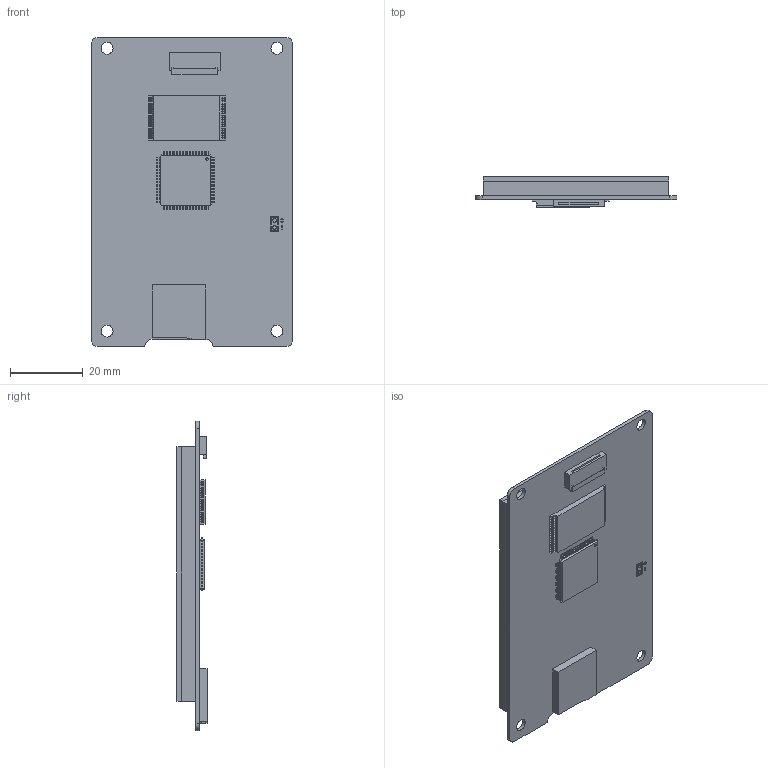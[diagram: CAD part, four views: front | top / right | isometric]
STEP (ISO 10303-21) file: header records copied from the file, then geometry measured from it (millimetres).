
FILE_DESCRIPTION(/* description */ (''),/* implementation_level */ '2;1');
FILE_NAME(/* name */ 'Display P32240J28C_T01.stp',/* time_stamp */ '2019-12-13T11:27:18-03:00',/* author */ ('Reservaa'),/* organization */ (''),/* preprocessor_version */ 'ST-DEVELOPER v17',/* originating_system */ 'Autodesk Inventor 2019',/* authorisation */ '');
FILE_SCHEMA (('AUTOMOTIVE_DESIGN { 1 0 10303 214 3 1 1 }'));
Length unit declared in the file: millimetre
Products named in the file (9): Display P32240J28C_T01; Placa; Tela; Vidro da tela; core 18,3x12,3; TQFP 64 14x14mm 0_8mm pitch; sd; FPC 10w 14,1 de comprimento externo; Battery connector
Assembly tree (8 placements, depth 2):
  Display P32240J28C_T01
    Placa
    Tela
    Vidro da tela
    core 18,3x12,3
    TQFP 64 14x14mm 0_8mm pitch
    sd
    FPC 10w 14,1 de comprimento externo
    Battery connector
Bounding box: 55.6 x 8.3 x 85.2 mm (x, y, z)
Volume: 23157.5 mm3; surface area: 27698.4 mm2
Topology: 12 solids, 12 shells, 1242 faces, 3379 edges, 2164 vertices
Faces by surface type: plane 973, cylinder 269
Full cylindrical faces by diameter (mm): 0.7 x1, 1 x2, 3.3 x4
Entity records: 40130 total; most frequent: CARTESIAN_POINT 6802, ORIENTED_EDGE 6758, DIRECTION 6441, EDGE_CURVE 3379, LINE 2835, VECTOR 2835, VERTEX_POINT 2164, AXIS2_PLACEMENT_3D 1803
